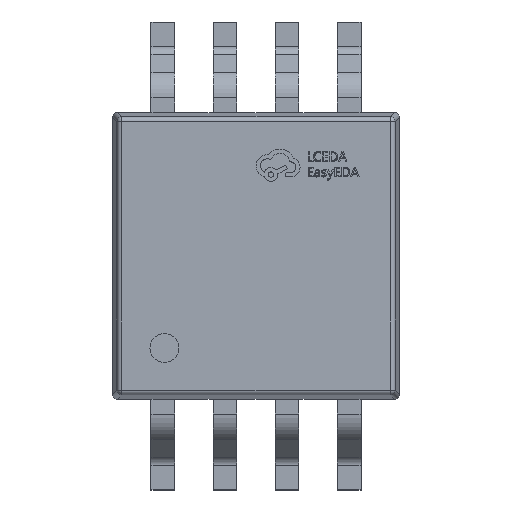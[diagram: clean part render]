
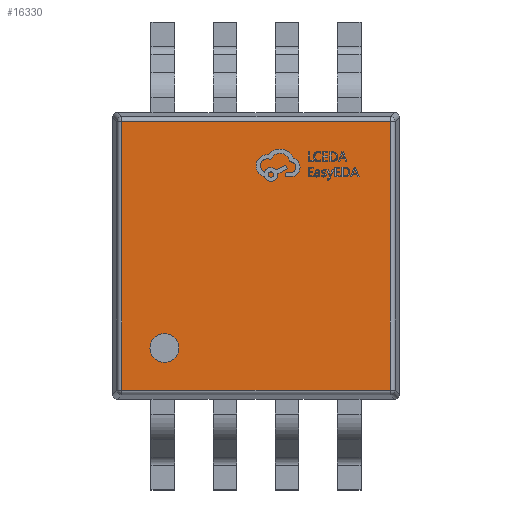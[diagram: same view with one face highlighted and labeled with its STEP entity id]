
A CAD part, top view. The second image highlights one B-rep face of the part: STEP entity #16330.
In plain terms, the highlighted planar face has unit normal (0, 0, 1).
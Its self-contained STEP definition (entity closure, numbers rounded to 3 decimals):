
#253 = CARTESIAN_POINT ( 'NONE',  ( -1.11, -0.965, 1.1 ) ) ;
#540 = VERTEX_POINT ( 'NONE', #21424 ) ;
#723 = EDGE_CURVE ( 'NONE', #18524, #21229, #5874, .T. ) ;
#869 = DIRECTION ( 'NONE',  ( 0., 0., 1. ) ) ;
#2562 = VERTEX_POINT ( 'NONE', #12516 ) ;
#2730 = CARTESIAN_POINT ( 'NONE',  ( -0.959, -0.965, 1.1 ) ) ;
#2847 = DIRECTION ( 'NONE',  ( 1., 0., 0. ) ) ;
#3094 = CARTESIAN_POINT ( 'NONE',  ( 0., 1.407, 1.1 ) ) ;
#3595 = DIRECTION ( 'NONE',  ( 0., 1., 0. ) ) ;
#4464 = VECTOR ( 'NONE', #3595, 1000. ) ;
#4612 = CARTESIAN_POINT ( 'NONE',  ( 1.407, 1.407, 1.1 ) ) ;
#5167 = LINE ( 'NONE', #3094, #19777 ) ;
#5291 = EDGE_CURVE ( 'NONE', #20858, #2562, #5167, .T. ) ;
#5874 = CIRCLE ( 'NONE', #18739, 0.152 ) ;
#6053 = LINE ( 'NONE', #7985, #22568 ) ;
#6500 = CARTESIAN_POINT ( 'NONE',  ( 1.407, -1.407, 1.1 ) ) ;
#6929 = FACE_OUTER_BOUND ( 'NONE', #8761, .T. ) ;
#7050 = DIRECTION ( 'NONE',  ( 1., 0., 0. ) ) ;
#7387 = ORIENTED_EDGE ( 'NONE', *, *, #18105, .T. ) ;
#7747 = ORIENTED_EDGE ( 'NONE', *, *, #21536, .T. ) ;
#7985 = CARTESIAN_POINT ( 'NONE',  ( 0., -1.407, 1.1 ) ) ;
#8703 = EDGE_CURVE ( 'NONE', #21229, #18524, #17783, .T. ) ;
#8761 = EDGE_LOOP ( 'NONE', ( #18184, #12994, #7387, #7747 ) ) ;
#8774 = FACE_BOUND ( 'NONE', #11375, .T. ) ;
#10826 = CARTESIAN_POINT ( 'NONE',  ( 0., 0., 1.1 ) ) ;
#10980 = EDGE_CURVE ( 'NONE', #2562, #540, #21815, .T. ) ;
#11122 = ORIENTED_EDGE ( 'NONE', *, *, #8703, .F. ) ;
#11375 = EDGE_LOOP ( 'NONE', ( #13931, #11122 ) ) ;
#12516 = CARTESIAN_POINT ( 'NONE',  ( -1.407, 1.407, 1.1 ) ) ;
#12763 = CARTESIAN_POINT ( 'NONE',  ( -0.807, -0.965, 1.1 ) ) ;
#12994 = ORIENTED_EDGE ( 'NONE', *, *, #10980, .T. ) ;
#13047 = DIRECTION ( 'NONE',  ( 1., 0., 0. ) ) ;
#13931 = ORIENTED_EDGE ( 'NONE', *, *, #723, .F. ) ;
#14906 = VECTOR ( 'NONE', #20166, 1000. ) ;
#15168 = AXIS2_PLACEMENT_3D ( 'NONE', #18525, #20127, #2847 ) ;
#15233 = VERTEX_POINT ( 'NONE', #6500 ) ;
#16330 = ADVANCED_FACE ( 'NONE', ( #8774, #6929 ), #22858, .T. ) ;
#17783 = CIRCLE ( 'NONE', #15168, 0.152 ) ;
#18105 = EDGE_CURVE ( 'NONE', #540, #15233, #6053, .T. ) ;
#18184 = ORIENTED_EDGE ( 'NONE', *, *, #5291, .T. ) ;
#18524 = VERTEX_POINT ( 'NONE', #12763 ) ;
#18525 = CARTESIAN_POINT ( 'NONE',  ( -0.959, -0.965, 1.1 ) ) ;
#18739 = AXIS2_PLACEMENT_3D ( 'NONE', #2730, #869, #20225 ) ;
#19271 = LINE ( 'NONE', #22855, #4464 ) ;
#19387 = DIRECTION ( 'NONE',  ( 0., 0., 1. ) ) ;
#19777 = VECTOR ( 'NONE', #22596, 1000. ) ;
#20127 = DIRECTION ( 'NONE',  ( 0., 0., 1. ) ) ;
#20166 = DIRECTION ( 'NONE',  ( 0., -1., 0. ) ) ;
#20225 = DIRECTION ( 'NONE',  ( 1., 0., 0. ) ) ;
#20564 = AXIS2_PLACEMENT_3D ( 'NONE', #10826, #19387, #7050 ) ;
#20858 = VERTEX_POINT ( 'NONE', #4612 ) ;
#21229 = VERTEX_POINT ( 'NONE', #253 ) ;
#21424 = CARTESIAN_POINT ( 'NONE',  ( -1.407, -1.407, 1.1 ) ) ;
#21536 = EDGE_CURVE ( 'NONE', #15233, #20858, #19271, .T. ) ;
#21590 = CARTESIAN_POINT ( 'NONE',  ( -1.407, 0., 1.1 ) ) ;
#21815 = LINE ( 'NONE', #21590, #14906 ) ;
#22568 = VECTOR ( 'NONE', #13047, 1000. ) ;
#22596 = DIRECTION ( 'NONE',  ( -1., 0., 0. ) ) ;
#22855 = CARTESIAN_POINT ( 'NONE',  ( 1.407, 0., 1.1 ) ) ;
#22858 = PLANE ( 'NONE',  #20564 ) ;
